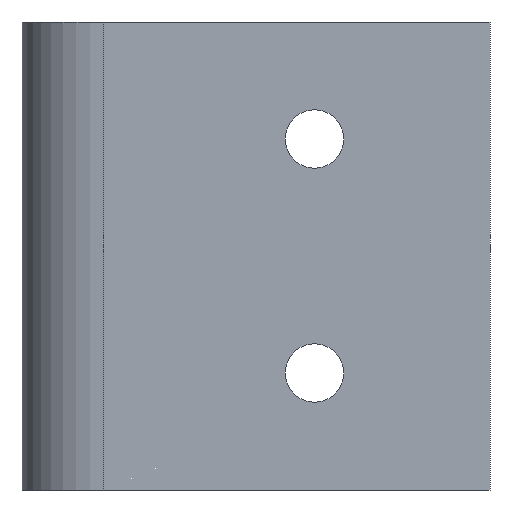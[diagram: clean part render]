
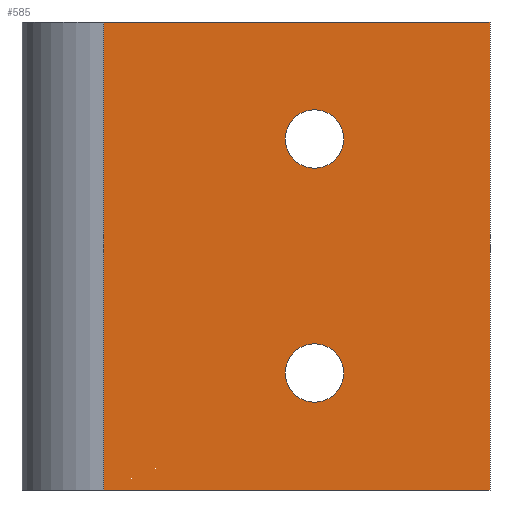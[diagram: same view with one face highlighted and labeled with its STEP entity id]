
A CAD part, front view. The second image highlights one B-rep face of the part: STEP entity #585.
In plain terms, the highlighted planar face has unit normal (0, -1, 0).
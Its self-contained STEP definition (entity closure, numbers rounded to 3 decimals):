
#8 = CARTESIAN_POINT ( 'NONE',  ( 0., 0., -20. ) ) ;
#10 = CARTESIAN_POINT ( 'NONE',  ( 0., 0., 20. ) ) ;
#17 = ORIENTED_EDGE ( 'NONE', *, *, #35, .T. ) ;
#20 = AXIS2_PLACEMENT_3D ( 'NONE', #462, #45, #236 ) ;
#35 = EDGE_CURVE ( 'NONE', #138, #219, #434, .T. ) ;
#36 = LINE ( 'NONE', #134, #164 ) ;
#41 = ORIENTED_EDGE ( 'NONE', *, *, #169, .T. ) ;
#45 = DIRECTION ( 'NONE',  ( 0., 1., 0. ) ) ;
#46 = CARTESIAN_POINT ( 'NONE',  ( -15., 0., 12.5 ) ) ;
#49 = CARTESIAN_POINT ( 'NONE',  ( -33., 0., -20. ) ) ;
#83 = AXIS2_PLACEMENT_3D ( 'NONE', #412, #364, #310 ) ;
#91 = EDGE_LOOP ( 'NONE', ( #360, #41 ) ) ;
#104 = VERTEX_POINT ( 'NONE', #361 ) ;
#134 = CARTESIAN_POINT ( 'NONE',  ( 0., 0., -20. ) ) ;
#138 = VERTEX_POINT ( 'NONE', #225 ) ;
#140 = DIRECTION ( 'NONE',  ( -1., 0., 0. ) ) ;
#146 = AXIS2_PLACEMENT_3D ( 'NONE', #199, #381, #567 ) ;
#147 = ORIENTED_EDGE ( 'NONE', *, *, #295, .T. ) ;
#164 = VECTOR ( 'NONE', #228, 1000. ) ;
#166 = EDGE_LOOP ( 'NONE', ( #17, #291 ) ) ;
#169 = EDGE_CURVE ( 'NONE', #104, #226, #396, .T. ) ;
#176 = ORIENTED_EDGE ( 'NONE', *, *, #187, .T. ) ;
#181 = ORIENTED_EDGE ( 'NONE', *, *, #284, .F. ) ;
#187 = EDGE_CURVE ( 'NONE', #235, #301, #36, .T. ) ;
#199 = CARTESIAN_POINT ( 'NONE',  ( -15., 0., -10. ) ) ;
#208 = DIRECTION ( 'NONE',  ( 0., 0., 1. ) ) ;
#210 = VECTOR ( 'NONE', #140, 1000. ) ;
#212 = ORIENTED_EDGE ( 'NONE', *, *, #411, .F. ) ;
#219 = VERTEX_POINT ( 'NONE', #231 ) ;
#225 = CARTESIAN_POINT ( 'NONE',  ( -15., 0., -7.5 ) ) ;
#226 = VERTEX_POINT ( 'NONE', #46 ) ;
#228 = DIRECTION ( 'NONE',  ( 0., 0., 1. ) ) ;
#231 = CARTESIAN_POINT ( 'NONE',  ( -15., 0., -12.5 ) ) ;
#235 = VERTEX_POINT ( 'NONE', #464 ) ;
#236 = DIRECTION ( 'NONE',  ( 0., 0., 1. ) ) ;
#237 = CARTESIAN_POINT ( 'NONE',  ( 0., 0., 20. ) ) ;
#250 = VECTOR ( 'NONE', #208, 1000. ) ;
#261 = FACE_BOUND ( 'NONE', #166, .T. ) ;
#263 = DIRECTION ( 'NONE',  ( 0., 1., 0. ) ) ;
#276 = VERTEX_POINT ( 'NONE', #49 ) ;
#284 = EDGE_CURVE ( 'NONE', #235, #276, #333, .T. ) ;
#289 = CIRCLE ( 'NONE', #146, 2.5 ) ;
#291 = ORIENTED_EDGE ( 'NONE', *, *, #302, .T. ) ;
#292 = CARTESIAN_POINT ( 'NONE',  ( -33., 0., 20. ) ) ;
#295 = EDGE_CURVE ( 'NONE', #301, #379, #429, .T. ) ;
#301 = VERTEX_POINT ( 'NONE', #10 ) ;
#302 = EDGE_CURVE ( 'NONE', #219, #138, #289, .T. ) ;
#308 = CARTESIAN_POINT ( 'NONE',  ( 0., 0., -20. ) ) ;
#310 = DIRECTION ( 'NONE',  ( 0., 0., 1. ) ) ;
#320 = EDGE_LOOP ( 'NONE', ( #147, #212, #181, #176 ) ) ;
#333 = LINE ( 'NONE', #8, #210 ) ;
#347 = CARTESIAN_POINT ( 'NONE',  ( -15., 0., -10. ) ) ;
#360 = ORIENTED_EDGE ( 'NONE', *, *, #565, .T. ) ;
#361 = CARTESIAN_POINT ( 'NONE',  ( -15., 0., 7.5 ) ) ;
#363 = AXIS2_PLACEMENT_3D ( 'NONE', #308, #263, #498 ) ;
#364 = DIRECTION ( 'NONE',  ( 0., 1., 0. ) ) ;
#370 = FACE_OUTER_BOUND ( 'NONE', #320, .T. ) ;
#379 = VERTEX_POINT ( 'NONE', #292 ) ;
#381 = DIRECTION ( 'NONE',  ( 0., 1., 0. ) ) ;
#390 = DIRECTION ( 'NONE',  ( 0., 0., 1. ) ) ;
#396 = CIRCLE ( 'NONE', #83, 2.5 ) ;
#411 = EDGE_CURVE ( 'NONE', #276, #379, #531, .T. ) ;
#412 = CARTESIAN_POINT ( 'NONE',  ( -15., 0., 10. ) ) ;
#423 = CIRCLE ( 'NONE', #20, 2.5 ) ;
#424 = DIRECTION ( 'NONE',  ( -1., 0., 0. ) ) ;
#429 = LINE ( 'NONE', #237, #551 ) ;
#434 = CIRCLE ( 'NONE', #477, 2.5 ) ;
#462 = CARTESIAN_POINT ( 'NONE',  ( -15., 0., 10. ) ) ;
#464 = CARTESIAN_POINT ( 'NONE',  ( 0., 0., -20. ) ) ;
#477 = AXIS2_PLACEMENT_3D ( 'NONE', #347, #575, #390 ) ;
#498 = DIRECTION ( 'NONE',  ( 0., 0., 1. ) ) ;
#507 = PLANE ( 'NONE',  #363 ) ;
#526 = CARTESIAN_POINT ( 'NONE',  ( -33., 0., -20. ) ) ;
#531 = LINE ( 'NONE', #526, #250 ) ;
#551 = VECTOR ( 'NONE', #424, 1000. ) ;
#565 = EDGE_CURVE ( 'NONE', #226, #104, #423, .T. ) ;
#567 = DIRECTION ( 'NONE',  ( 0., 0., 1. ) ) ;
#575 = DIRECTION ( 'NONE',  ( 0., 1., 0. ) ) ;
#585 = ADVANCED_FACE ( 'NONE', ( #261, #605, #370 ), #507, .F. ) ;
#605 = FACE_BOUND ( 'NONE', #91, .T. ) ;
